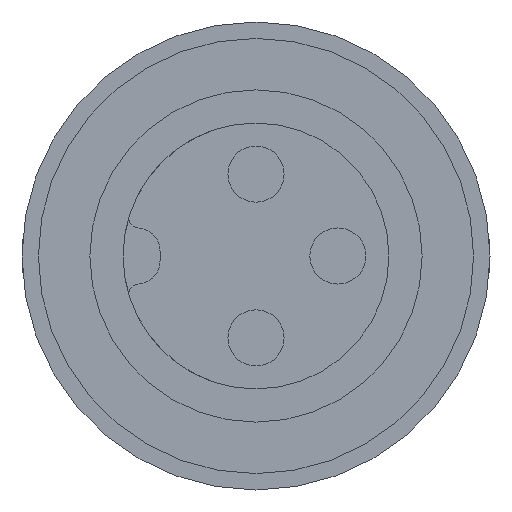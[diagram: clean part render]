
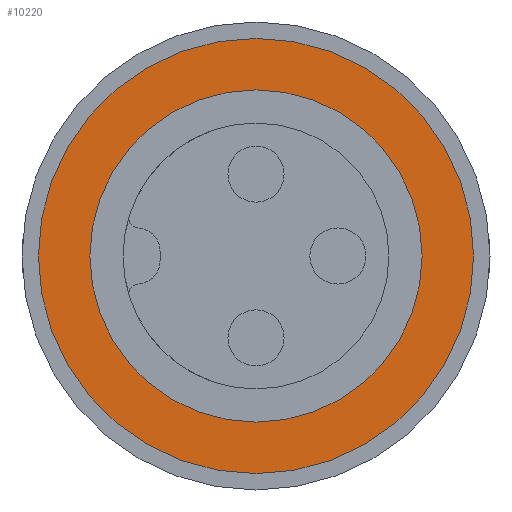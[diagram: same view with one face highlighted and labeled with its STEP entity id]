
A CAD part, left-side view. The second image highlights one B-rep face of the part: STEP entity #10220.
In plain terms, the highlighted face is planar.
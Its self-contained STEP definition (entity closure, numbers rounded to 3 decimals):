
#9570=CARTESIAN_POINT('',(0.,4.65,133.7))
;
#9580=VERTEX_POINT('',#9570);
#9630=CARTESIAN_POINT('',(0.,0.,
133.7));
#9640=DIRECTION('',(0.,0.,-1.));
#9650=DIRECTION('',(0.,1.,0.));
#9660=AXIS2_PLACEMENT_3D('',#9630,#9640,#9650);
#9670=CIRCLE('',#9660,4.65);
#9680=CARTESIAN_POINT('',(0.,-4.65,133.7)
);
#9690=VERTEX_POINT('',#9680);
#9700=EDGE_CURVE('',#9690,#9580,#9670,.T.);
#9970=CARTESIAN_POINT('',(0.439,1.52,133.7));
#9980=DIRECTION('',(0.,0.,1.));
#9990=DIRECTION('',(1.,0.,0.));
#10000=AXIS2_PLACEMENT_3D('',#9970,#9980,#9990);
#10010=PLANE('',#10000);
#10020=CARTESIAN_POINT('',(0.,0.,
133.7));
#10030=DIRECTION('',(0.,0.,1.));
#10040=DIRECTION('',(0.,-1.,0.));
#10050=AXIS2_PLACEMENT_3D('',#10020,#10030,#10040);
#10060=CIRCLE('',#10050,3.55);
#10070=CARTESIAN_POINT('',(0.,-3.55,133.7
));
#10080=VERTEX_POINT('',#10070);
#10090=CARTESIAN_POINT('',(0.,3.55,133.7)
);
#10100=VERTEX_POINT('',#10090);
#10110=EDGE_CURVE('',#10080,#10100,#10060,.T.);
#10120=ORIENTED_EDGE('',*,*,#10110,.F.);
#10130=EDGE_CURVE('',#10100,#10080,#10060,.T.);
#10140=ORIENTED_EDGE('',*,*,#10130,.F.);
#10150=EDGE_LOOP('',(#10140,#10120));
#10160=FACE_BOUND('',#10150,.T.);
#10170=EDGE_CURVE('',#9580,#9690,#9670,.T.);
#10180=ORIENTED_EDGE('',*,*,#10170,.F.);
#10190=ORIENTED_EDGE('',*,*,#9700,.F.);
#10200=EDGE_LOOP('',(#10190,#10180));
#10210=FACE_OUTER_BOUND('',#10200,.T.);
#10220=ADVANCED_FACE('',(#10160,#10210),#10010,.T.);
